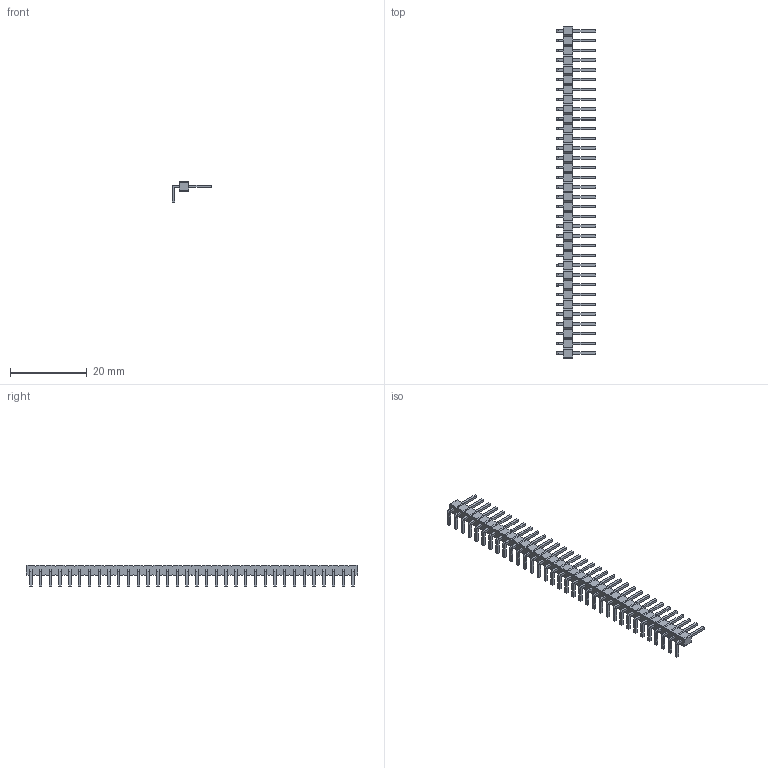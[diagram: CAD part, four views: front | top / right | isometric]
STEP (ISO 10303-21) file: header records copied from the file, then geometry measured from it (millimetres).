
FILE_DESCRIPTION(/* description */ ('model of PinHeader_1x34_P2.54mm_Horizontal'),/* implementation_level */ '2;1');
FILE_NAME(/* name */ 'PinHeader_1x34_P2.54mm_Horizontal.step',/* time_stamp */ '2018-01-24T13:04:25',/* author */ ('kicad StepUp','ksu'),/* organization */ ('FreeCAD'),/* preprocessor_version */ 'OCC',/* originating_system */ 'kicad StepUp',/* authorisation */ '');
FILE_SCHEMA(('AUTOMOTIVE_DESIGN { 1 0 10303 214 1 1 1 1 }'));
Length unit declared in the file: millimetre
Products named in the file (2): PinHeader_1x34_P254mm_Horizontal; Shape0_524470197632
Bounding box: 10.36 x 86.36 x 5.54 mm (x, y, z)
Volume: 741.5 mm3; surface area: 2157.6 mm2
Topology: 35 solids, 35 shells, 786 faces, 1876 edges, 1160 vertices
Faces by surface type: plane 752, cylinder 34
Entity records: 14131 total; most frequent: ORIENTED_EDGE 2832, CARTESIAN_POINT 2183, EDGE_CURVE 1876, LINE 1808, VERTEX_POINT 1160, AXIS2_PLACEMENT_3D 855, ADVANCED_FACE 786, FACE_BOUND 786
